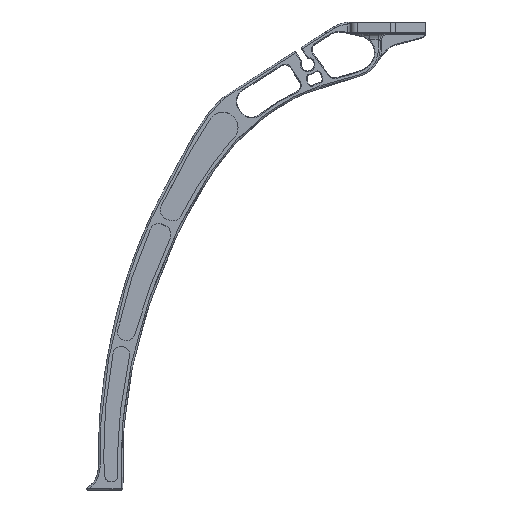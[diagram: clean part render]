
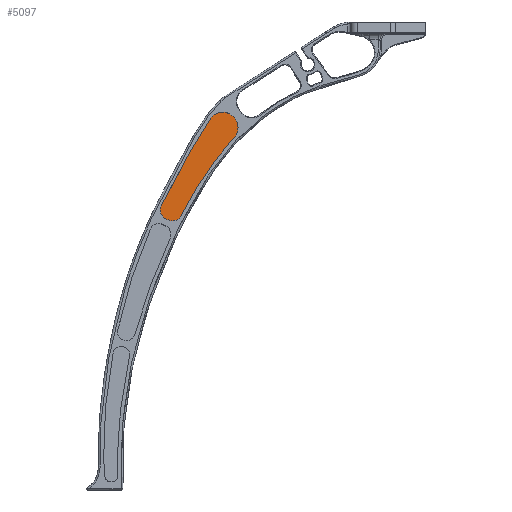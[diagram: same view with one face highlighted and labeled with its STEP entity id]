
A CAD part, top view. The second image highlights one B-rep face of the part: STEP entity #5097.
In plain terms, the highlighted planar face has unit normal (0, 0, 1).
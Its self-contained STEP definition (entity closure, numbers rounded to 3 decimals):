
#385 = CARTESIAN_POINT ( 'NONE',  ( 45.224, 106.543, 6. ) ) ;
#656 = AXIS2_PLACEMENT_3D ( 'NONE', #2839, #4746, #2906 ) ;
#732 = CARTESIAN_POINT ( 'NONE',  ( 38.915, 113.349, 6. ) ) ;
#1016 = PLANE ( 'NONE',  #656 ) ;
#1535 = DIRECTION ( 'NONE',  ( 1., 0., 0. ) ) ;
#1666 = CARTESIAN_POINT ( 'NONE',  ( 27.672, 93.993, 6. ) ) ;
#1815 = LINE ( 'NONE', #4792, #3267 ) ;
#1915 = ORIENTED_EDGE ( 'NONE', *, *, #11917, .T. ) ;
#1936 = EDGE_CURVE ( 'NONE', #7090, #5685, #10969, .T. ) ;
#2146 = DIRECTION ( 'NONE',  ( 0., 0., 1. ) ) ;
#2196 = CARTESIAN_POINT ( 'NONE',  ( 46.195, 114.276, 6. ) ) ;
#2369 = VERTEX_POINT ( 'NONE', #9766 ) ;
#2409 = DIRECTION ( 'NONE',  ( 0., 0., 1. ) ) ;
#2559 = DIRECTION ( 'NONE',  ( 0., 0., 1. ) ) ;
#2642 = CARTESIAN_POINT ( 'NONE',  ( 30.209, 84.05, 6. ) ) ;
#2831 = CARTESIAN_POINT ( 'NONE',  ( 43.172, 110.921, 6. ) ) ;
#2839 = CARTESIAN_POINT ( 'NONE',  ( 30.927, 85.435, 6. ) ) ;
#2906 = DIRECTION ( 'NONE',  ( -1., 0., 0. ) ) ;
#3141 = ORIENTED_EDGE ( 'NONE', *, *, #11507, .F. ) ;
#3250 = EDGE_CURVE ( 'NONE', #2369, #6377, #10832, .T. ) ;
#3267 = VECTOR ( 'NONE', #12422, 1000. ) ;
#3268 = CIRCLE ( 'NONE', #8908, 4.5 ) ;
#3296 = DIRECTION ( 'NONE',  ( 1., 0., 0. ) ) ;
#3417 = EDGE_CURVE ( 'NONE', #2369, #6981, #7179, .T. ) ;
#3693 = CARTESIAN_POINT ( 'NONE',  ( 39.283, 113.851, 6. ) ) ;
#3847 = AXIS2_PLACEMENT_3D ( 'NONE', #9158, #2409, #3296 ) ;
#4502 = CARTESIAN_POINT ( 'NONE',  ( 42.734, 117.96, 6. ) ) ;
#4534 = ORIENTED_EDGE ( 'NONE', *, *, #1936, .T. ) ;
#4581 = CARTESIAN_POINT ( 'NONE',  ( 39.283, 113.851, 6. ) ) ;
#4607 = DIRECTION ( 'NONE',  ( 1., 0., 0. ) ) ;
#4636 = CARTESIAN_POINT ( 'NONE',  ( 30.838, 99.806, 6. ) ) ;
#4637 = EDGE_CURVE ( 'NONE', #6981, #8509, #3268, .T. ) ;
#4731 = ORIENTED_EDGE ( 'NONE', *, *, #10508, .F. ) ;
#4746 = DIRECTION ( 'NONE',  ( 0., 0., 1. ) ) ;
#4770 = CARTESIAN_POINT ( 'NONE',  ( 32.779, 103.278, 6. ) ) ;
#4792 = CARTESIAN_POINT ( 'NONE',  ( 25.907, 82.872, 6. ) ) ;
#5097 = ADVANCED_FACE ( 'NONE', ( #6679 ), #1016, .T. ) ;
#5499 = AXIS2_PLACEMENT_3D ( 'NONE', #6519, #2559, #11263 ) ;
#5518 = CARTESIAN_POINT ( 'NONE',  ( 28.923, 96.324, 6. ) ) ;
#5627 = EDGE_CURVE ( 'NONE', #10421, #6377, #9283, .T. ) ;
#5685 = VERTEX_POINT ( 'NONE', #10104 ) ;
#5707 = CARTESIAN_POINT ( 'NONE',  ( 38.557, 112.838, 6. ) ) ;
#5801 = DIRECTION ( 'NONE',  ( 0., 0., 1. ) ) ;
#5996 = ORIENTED_EDGE ( 'NONE', *, *, #4637, .T. ) ;
#6122 = CARTESIAN_POINT ( 'NONE',  ( 46.439, 107.826, 6. ) ) ;
#6140 = CARTESIAN_POINT ( 'NONE',  ( 46.452, 114.002, 6. ) ) ;
#6323 = CARTESIAN_POINT ( 'NONE',  ( 43.172, 110.921, 6. ) ) ;
#6360 = CARTESIAN_POINT ( 'NONE',  ( 34.464, 91.876, 6. ) ) ;
#6377 = VERTEX_POINT ( 'NONE', #9118 ) ;
#6404 = VERTEX_POINT ( 'NONE', #3693 ) ;
#6519 = CARTESIAN_POINT ( 'NONE',  ( 42.915, 111.195, 6. ) ) ;
#6679 = FACE_OUTER_BOUND ( 'NONE', #9555, .T. ) ;
#6889 = CARTESIAN_POINT ( 'NONE',  ( 26.25, 82.708, 6. ) ) ;
#6927 = EDGE_CURVE ( 'NONE', #10421, #5685, #1815, .T. ) ;
#6981 = VERTEX_POINT ( 'NONE', #8621 ) ;
#7090 = VERTEX_POINT ( 'NONE', #9884 ) ;
#7179 = CIRCLE ( 'NONE', #8791, 4.5 ) ;
#7414 = B_SPLINE_CURVE_WITH_KNOTS ( 'NONE', 3,
 ( #10501, #10308, #8603, #1666, #5518, #4636, #12329, #4770, #12400, #9364, #9491, #5707, #732, #4581 ),
 .UNSPECIFIED., .F., .F.,
 ( 4, 2, 2, 2, 2, 2, 4 ),
 ( 0.077, 0.208, 0.409, 0.51, 0.611, 0.812, 0.861 ),
 .UNSPECIFIED. ) ;
#7432 = CARTESIAN_POINT ( 'NONE',  ( 30.446, 84.513, 6. ) ) ;
#7912 = VERTEX_POINT ( 'NONE', #2196 ) ;
#8117 = CIRCLE ( 'NONE', #5499, 4.5 ) ;
#8509 = VERTEX_POINT ( 'NONE', #6140 ) ;
#8603 = CARTESIAN_POINT ( 'NONE',  ( 25.671, 90.129, 6. ) ) ;
#8621 = CARTESIAN_POINT ( 'NONE',  ( 47.672, 110.921, 6. ) ) ;
#8753 = ORIENTED_EDGE ( 'NONE', *, *, #6927, .F. ) ;
#8761 = DIRECTION ( 'NONE',  ( 1., 0., 0. ) ) ;
#8791 = AXIS2_PLACEMENT_3D ( 'NONE', #2831, #5801, #4607 ) ;
#8908 = AXIS2_PLACEMENT_3D ( 'NONE', #6323, #10180, #1535 ) ;
#9004 = VECTOR ( 'NONE', #10060, 1000. ) ;
#9118 = CARTESIAN_POINT ( 'NONE',  ( 30.209, 84.05, 6. ) ) ;
#9144 = CARTESIAN_POINT ( 'NONE',  ( 38.439, 98.044, 6. ) ) ;
#9158 = CARTESIAN_POINT ( 'NONE',  ( 27.539, 85.417, 6. ) ) ;
#9195 = ORIENTED_EDGE ( 'NONE', *, *, #3417, .T. ) ;
#9209 = CARTESIAN_POINT ( 'NONE',  ( 44.062, 105.226, 6. ) ) ;
#9268 = CARTESIAN_POINT ( 'NONE',  ( 32.636, 88.692, 6. ) ) ;
#9283 = CIRCLE ( 'NONE', #3847, 3. ) ;
#9364 = CARTESIAN_POINT ( 'NONE',  ( 35.404, 107.887, 6. ) ) ;
#9491 = CARTESIAN_POINT ( 'NONE',  ( 36.742, 110.164, 6. ) ) ;
#9555 = EDGE_LOOP ( 'NONE', ( #4731, #1915, #3141, #4534, #8753, #10322, #11594, #9195, #5996 ) ) ;
#9766 = CARTESIAN_POINT ( 'NONE',  ( 46.439, 107.826, 6. ) ) ;
#9884 = CARTESIAN_POINT ( 'NONE',  ( 24.148, 87.07, 6. ) ) ;
#10060 = DIRECTION ( 'NONE',  ( 0.685, -0.729, 0. ) ) ;
#10104 = CARTESIAN_POINT ( 'NONE',  ( 25.553, 83.04, 6. ) ) ;
#10180 = DIRECTION ( 'NONE',  ( 0., 0., 1. ) ) ;
#10218 = CARTESIAN_POINT ( 'NONE',  ( 40.588, 101.029, 6. ) ) ;
#10308 = CARTESIAN_POINT ( 'NONE',  ( 24.9, 88.604, 6. ) ) ;
#10322 = ORIENTED_EDGE ( 'NONE', *, *, #5627, .T. ) ;
#10421 = VERTEX_POINT ( 'NONE', #6889 ) ;
#10501 = CARTESIAN_POINT ( 'NONE',  ( 24.148, 87.07, 6. ) ) ;
#10508 = EDGE_CURVE ( 'NONE', #7912, #8509, #11068, .T. ) ;
#10832 = B_SPLINE_CURVE_WITH_KNOTS ( 'NONE', 3,
 ( #6122, #385, #9209, #10218, #9144, #6360, #9268, #12107, #7432, #2642 ),
 .UNSPECIFIED., .F., .F.,
 ( 4, 2, 2, 2, 4 ),
 ( 0.115, 0.261, 0.568, 0.876, 0.919 ),
 .UNSPECIFIED. ) ;
#10969 = CIRCLE ( 'NONE', #12168, 3. ) ;
#11068 = LINE ( 'NONE', #4502, #9004 ) ;
#11263 = DIRECTION ( 'NONE',  ( 1., 0., 0. ) ) ;
#11507 = EDGE_CURVE ( 'NONE', #7090, #6404, #7414, .T. ) ;
#11594 = ORIENTED_EDGE ( 'NONE', *, *, #3250, .F. ) ;
#11867 = CARTESIAN_POINT ( 'NONE',  ( 26.842, 85.749, 6. ) ) ;
#11917 = EDGE_CURVE ( 'NONE', #7912, #6404, #8117, .T. ) ;
#12107 = CARTESIAN_POINT ( 'NONE',  ( 30.685, 84.975, 6. ) ) ;
#12168 = AXIS2_PLACEMENT_3D ( 'NONE', #11867, #2146, #8761 ) ;
#12329 = CARTESIAN_POINT ( 'NONE',  ( 31.482, 100.965, 6. ) ) ;
#12400 = CARTESIAN_POINT ( 'NONE',  ( 33.433, 104.434, 6. ) ) ;
#12422 = DIRECTION ( 'NONE',  ( -0.903, 0.43, 0. ) ) ;
